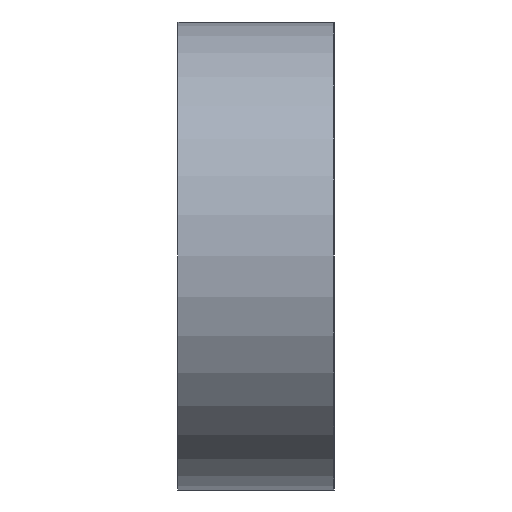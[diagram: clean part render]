
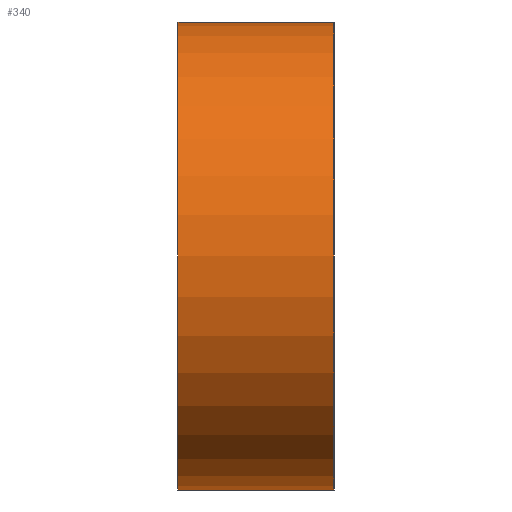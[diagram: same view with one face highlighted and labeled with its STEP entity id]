
A CAD part, left-side view. The second image highlights one B-rep face of the part: STEP entity #340.
In plain terms, the highlighted cylindrical face has radius 4.763 mm (diameter 9.525 mm), a partial arc.
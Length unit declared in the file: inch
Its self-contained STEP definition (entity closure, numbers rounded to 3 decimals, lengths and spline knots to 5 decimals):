
#11 = DIRECTION ( 'NONE',  ( 0., -1., 0. ) ) ;
#107 = CYLINDRICAL_SURFACE ( 'NONE', #141, 0.1875 ) ;
#141 = AXIS2_PLACEMENT_3D ( 'NONE', #293, #11, #231 ) ;
#175 = VECTOR ( 'NONE', #287, 39.37008 ) ;
#187 = ORIENTED_EDGE ( 'NONE', *, *, #590, .T. ) ;
#199 = CARTESIAN_POINT ( 'NONE',  ( -1.54, 0., 0. ) ) ;
#203 = LINE ( 'NONE', #906, #175 ) ;
#231 = DIRECTION ( 'NONE',  ( 0., 0., -1. ) ) ;
#262 = CARTESIAN_POINT ( 'NONE',  ( -1.54, 0., -0.1875 ) ) ;
#287 = DIRECTION ( 'NONE',  ( 0., -1., 0. ) ) ;
#290 = EDGE_CURVE ( 'NONE', #480, #754, #388, .T. ) ;
#293 = CARTESIAN_POINT ( 'NONE',  ( -1.54, 0.125, 0. ) ) ;
#338 = ORIENTED_EDGE ( 'NONE', *, *, #609, .T. ) ;
#340 = ADVANCED_FACE ( 'NONE', ( #865 ), #107, .T. ) ;
#367 = VECTOR ( 'NONE', #842, 39.37008 ) ;
#388 = LINE ( 'NONE', #463, #367 ) ;
#463 = CARTESIAN_POINT ( 'NONE',  ( -1.54, 0.125, 0.1875 ) ) ;
#480 = VERTEX_POINT ( 'NONE', #526 ) ;
#488 = DIRECTION ( 'NONE',  ( 0., 0., 1. ) ) ;
#526 = CARTESIAN_POINT ( 'NONE',  ( -1.54, 0.125, 0.1875 ) ) ;
#567 = CIRCLE ( 'NONE', #689, 0.1875 ) ;
#590 = EDGE_CURVE ( 'NONE', #863, #754, #567, .T. ) ;
#603 = EDGE_CURVE ( 'NONE', #665, #480, #765, .T. ) ;
#609 = EDGE_CURVE ( 'NONE', #665, #863, #203, .T. ) ;
#638 = CARTESIAN_POINT ( 'NONE',  ( -1.54, 0.125, 0. ) ) ;
#665 = VERTEX_POINT ( 'NONE', #699 ) ;
#689 = AXIS2_PLACEMENT_3D ( 'NONE', #199, #796, #718 ) ;
#699 = CARTESIAN_POINT ( 'NONE',  ( -1.54, 0.125, -0.1875 ) ) ;
#718 = DIRECTION ( 'NONE',  ( 0., 0., 1. ) ) ;
#720 = EDGE_LOOP ( 'NONE', ( #187, #732, #744, #338 ) ) ;
#732 = ORIENTED_EDGE ( 'NONE', *, *, #290, .F. ) ;
#733 = DIRECTION ( 'NONE',  ( 0., 1., 0. ) ) ;
#741 = AXIS2_PLACEMENT_3D ( 'NONE', #638, #733, #488 ) ;
#744 = ORIENTED_EDGE ( 'NONE', *, *, #603, .F. ) ;
#754 = VERTEX_POINT ( 'NONE', #831 ) ;
#765 = CIRCLE ( 'NONE', #741, 0.1875 ) ;
#796 = DIRECTION ( 'NONE',  ( 0., 1., 0. ) ) ;
#831 = CARTESIAN_POINT ( 'NONE',  ( -1.54, 0., 0.1875 ) ) ;
#842 = DIRECTION ( 'NONE',  ( 0., -1., 0. ) ) ;
#863 = VERTEX_POINT ( 'NONE', #262 ) ;
#865 = FACE_OUTER_BOUND ( 'NONE', #720, .T. ) ;
#906 = CARTESIAN_POINT ( 'NONE',  ( -1.54, 0.125, -0.1875 ) ) ;
